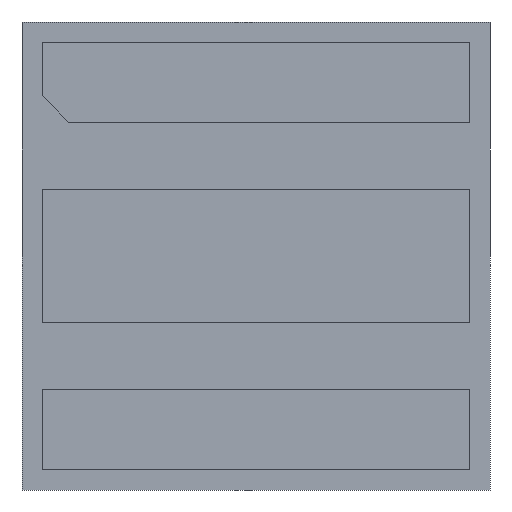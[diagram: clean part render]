
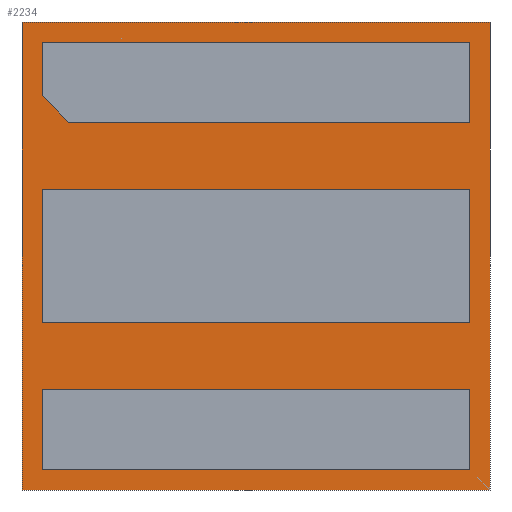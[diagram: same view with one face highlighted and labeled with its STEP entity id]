
A CAD part, front view. The second image highlights one B-rep face of the part: STEP entity #2234.
In plain terms, the highlighted planar face has unit normal (0, -1, 0).
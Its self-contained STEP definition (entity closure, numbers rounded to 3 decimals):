
#29 = DIRECTION ( 'NONE',  ( 0.707, 0., -0.707 ) ) ;
#83 = FACE_BOUND ( 'NONE', #1190, .T. ) ;
#111 = EDGE_CURVE ( 'NONE', #7075, #6415, #1693, .T. ) ;
#128 = VERTEX_POINT ( 'NONE', #864 ) ;
#141 = ORIENTED_EDGE ( 'NONE', *, *, #4128, .F. ) ;
#142 = ORIENTED_EDGE ( 'NONE', *, *, #437, .F. ) ;
#265 = VERTEX_POINT ( 'NONE', #7839 ) ;
#308 = VECTOR ( 'NONE', #29, 1000. ) ;
#404 = VERTEX_POINT ( 'NONE', #1127 ) ;
#437 = EDGE_CURVE ( 'NONE', #7266, #5903, #1377, .T. ) ;
#455 = LINE ( 'NONE', #4384, #3567 ) ;
#545 = CARTESIAN_POINT ( 'NONE',  ( -1.6, -0.19, 0. ) ) ;
#608 = EDGE_LOOP ( 'NONE', ( #4453, #759, #1782, #7963 ) ) ;
#691 = PLANE ( 'NONE',  #2813 ) ;
#759 = ORIENTED_EDGE ( 'NONE', *, *, #7159, .F. ) ;
#864 = CARTESIAN_POINT ( 'NONE',  ( 1.6, -0.19, -1. ) ) ;
#928 = LINE ( 'NONE', #6247, #7368 ) ;
#947 = ORIENTED_EDGE ( 'NONE', *, *, #4839, .F. ) ;
#949 = CARTESIAN_POINT ( 'NONE',  ( 1.6, -0.19, -1.6 ) ) ;
#976 = ORIENTED_EDGE ( 'NONE', *, *, #6726, .F. ) ;
#1008 = VECTOR ( 'NONE', #2486, 1000. ) ;
#1127 = CARTESIAN_POINT ( 'NONE',  ( 1.6, -0.19, -0.5 ) ) ;
#1190 = EDGE_LOOP ( 'NONE', ( #4430, #5006, #4321, #141, #5776 ) ) ;
#1198 = CARTESIAN_POINT ( 'NONE',  ( 0., -0.19, 1.6 ) ) ;
#1310 = VECTOR ( 'NONE', #4396, 1000. ) ;
#1377 = LINE ( 'NONE', #545, #1008 ) ;
#1394 = DIRECTION ( 'NONE',  ( 1., 0., 0. ) ) ;
#1518 = CARTESIAN_POINT ( 'NONE',  ( -1.6, -0.19, 0. ) ) ;
#1562 = CARTESIAN_POINT ( 'NONE',  ( 1.75, -0.19, -1.75 ) ) ;
#1606 = EDGE_CURVE ( 'NONE', #5681, #265, #6626, .T. ) ;
#1693 = LINE ( 'NONE', #3940, #2944 ) ;
#1746 = FACE_OUTER_BOUND ( 'NONE', #608, .T. ) ;
#1782 = ORIENTED_EDGE ( 'NONE', *, *, #6541, .F. ) ;
#1792 = LINE ( 'NONE', #1518, #6567 ) ;
#1867 = VECTOR ( 'NONE', #3600, 1000. ) ;
#2009 = DIRECTION ( 'NONE',  ( 0., 0., -1. ) ) ;
#2059 = LINE ( 'NONE', #3695, #1867 ) ;
#2093 = EDGE_CURVE ( 'NONE', #4736, #6469, #6217, .T. ) ;
#2139 = VECTOR ( 'NONE', #1394, 1000. ) ;
#2145 = LINE ( 'NONE', #1198, #6154 ) ;
#2234 = ADVANCED_FACE ( 'NONE', ( #1746, #4863, #83, #3976 ), #691, .T. ) ;
#2270 = VECTOR ( 'NONE', #6860, 1000. ) ;
#2308 = CARTESIAN_POINT ( 'NONE',  ( -1.6, -0.19, -1. ) ) ;
#2314 = VERTEX_POINT ( 'NONE', #3933 ) ;
#2486 = DIRECTION ( 'NONE',  ( 0., 0., -1. ) ) ;
#2487 = DIRECTION ( 'NONE',  ( -1., 0., 0. ) ) ;
#2630 = CARTESIAN_POINT ( 'NONE',  ( 0., -0.19, -0.5 ) ) ;
#2655 = DIRECTION ( 'NONE',  ( 0., 0., -1. ) ) ;
#2732 = EDGE_CURVE ( 'NONE', #6449, #128, #455, .T. ) ;
#2799 = ORIENTED_EDGE ( 'NONE', *, *, #3924, .F. ) ;
#2804 = DIRECTION ( 'NONE',  ( 1., 0., 0. ) ) ;
#2813 = AXIS2_PLACEMENT_3D ( 'NONE', #5725, #5044, #2009 ) ;
#2908 = LINE ( 'NONE', #7354, #8010 ) ;
#2939 = ORIENTED_EDGE ( 'NONE', *, *, #2732, .F. ) ;
#2944 = VECTOR ( 'NONE', #2804, 1000. ) ;
#3357 = CARTESIAN_POINT ( 'NONE',  ( -1.6, -0.19, 1.2 ) ) ;
#3438 = CARTESIAN_POINT ( 'NONE',  ( 1.6, -0.19, 1. ) ) ;
#3567 = VECTOR ( 'NONE', #5016, 1000. ) ;
#3600 = DIRECTION ( 'NONE',  ( -1., 0., 0. ) ) ;
#3632 = CARTESIAN_POINT ( 'NONE',  ( 1.6, -0.19, 0.5 ) ) ;
#3684 = CARTESIAN_POINT ( 'NONE',  ( 1.75, -0.19, 1.75 ) ) ;
#3695 = CARTESIAN_POINT ( 'NONE',  ( 0., -0.19, 0.5 ) ) ;
#3767 = VECTOR ( 'NONE', #6447, 1000. ) ;
#3821 = CARTESIAN_POINT ( 'NONE',  ( 1.6, -0.19, 0. ) ) ;
#3895 = EDGE_CURVE ( 'NONE', #6415, #7479, #7548, .T. ) ;
#3924 = EDGE_CURVE ( 'NONE', #128, #5681, #928, .T. ) ;
#3933 = CARTESIAN_POINT ( 'NONE',  ( -1.75, -0.19, -1.75 ) ) ;
#3940 = CARTESIAN_POINT ( 'NONE',  ( 0., -0.19, 1. ) ) ;
#3976 = FACE_BOUND ( 'NONE', #5435, .T. ) ;
#4092 = CARTESIAN_POINT ( 'NONE',  ( -1.6, -0.19, 1.6 ) ) ;
#4126 = CARTESIAN_POINT ( 'NONE',  ( -1.6, -0.19, 0.5 ) ) ;
#4128 = EDGE_CURVE ( 'NONE', #5938, #8068, #1792, .T. ) ;
#4129 = LINE ( 'NONE', #2630, #1310 ) ;
#4136 = CARTESIAN_POINT ( 'NONE',  ( -1.75, -0.19, 1.75 ) ) ;
#4266 = DIRECTION ( 'NONE',  ( -1., 0., 0. ) ) ;
#4268 = LINE ( 'NONE', #5813, #3767 ) ;
#4321 = ORIENTED_EDGE ( 'NONE', *, *, #4395, .F. ) ;
#4384 = CARTESIAN_POINT ( 'NONE',  ( 1.6, -0.19, 0. ) ) ;
#4395 = EDGE_CURVE ( 'NONE', #8068, #7075, #7050, .T. ) ;
#4396 = DIRECTION ( 'NONE',  ( 1., 0., 0. ) ) ;
#4430 = ORIENTED_EDGE ( 'NONE', *, *, #3895, .F. ) ;
#4434 = VERTEX_POINT ( 'NONE', #3632 ) ;
#4453 = ORIENTED_EDGE ( 'NONE', *, *, #2093, .F. ) ;
#4486 = CARTESIAN_POINT ( 'NONE',  ( 1.6, -0.19, 1.6 ) ) ;
#4664 = DIRECTION ( 'NONE',  ( 0., 0., -1. ) ) ;
#4705 = EDGE_CURVE ( 'NONE', #7479, #5938, #2145, .T. ) ;
#4736 = VERTEX_POINT ( 'NONE', #6166 ) ;
#4839 = EDGE_CURVE ( 'NONE', #265, #6449, #7225, .T. ) ;
#4863 = FACE_BOUND ( 'NONE', #5122, .T. ) ;
#4870 = LINE ( 'NONE', #4136, #5063 ) ;
#5006 = ORIENTED_EDGE ( 'NONE', *, *, #111, .F. ) ;
#5016 = DIRECTION ( 'NONE',  ( 0., 0., 1. ) ) ;
#5021 = EDGE_CURVE ( 'NONE', #6469, #2314, #2908, .T. ) ;
#5044 = DIRECTION ( 'NONE',  ( 0., -1., 0. ) ) ;
#5063 = VECTOR ( 'NONE', #6616, 1000. ) ;
#5122 = EDGE_LOOP ( 'NONE', ( #2939, #947, #7683, #2799 ) ) ;
#5130 = VECTOR ( 'NONE', #2655, 1000. ) ;
#5271 = CARTESIAN_POINT ( 'NONE',  ( -1.75, -0.19, 1.75 ) ) ;
#5340 = EDGE_CURVE ( 'NONE', #5903, #404, #4129, .T. ) ;
#5435 = EDGE_LOOP ( 'NONE', ( #7923, #7134, #142, #976 ) ) ;
#5573 = DIRECTION ( 'NONE',  ( 0., 0., -1. ) ) ;
#5681 = VERTEX_POINT ( 'NONE', #2308 ) ;
#5725 = CARTESIAN_POINT ( 'NONE',  ( 0., -0.19, 0. ) ) ;
#5776 = ORIENTED_EDGE ( 'NONE', *, *, #4705, .F. ) ;
#5813 = CARTESIAN_POINT ( 'NONE',  ( 1.6, -0.19, 0. ) ) ;
#5903 = VERTEX_POINT ( 'NONE', #7118 ) ;
#5938 = VERTEX_POINT ( 'NONE', #4092 ) ;
#5967 = CARTESIAN_POINT ( 'NONE',  ( -1.4, -0.19, 1. ) ) ;
#6154 = VECTOR ( 'NONE', #4266, 1000. ) ;
#6166 = CARTESIAN_POINT ( 'NONE',  ( 1.75, -0.19, 1.75 ) ) ;
#6217 = LINE ( 'NONE', #3684, #7991 ) ;
#6247 = CARTESIAN_POINT ( 'NONE',  ( 0., -0.19, -1. ) ) ;
#6415 = VERTEX_POINT ( 'NONE', #3438 ) ;
#6447 = DIRECTION ( 'NONE',  ( 0., 0., 1. ) ) ;
#6449 = VERTEX_POINT ( 'NONE', #949 ) ;
#6469 = VERTEX_POINT ( 'NONE', #1562 ) ;
#6541 = EDGE_CURVE ( 'NONE', #2314, #7541, #4870, .T. ) ;
#6567 = VECTOR ( 'NONE', #4664, 1000. ) ;
#6616 = DIRECTION ( 'NONE',  ( 0., 0., 1. ) ) ;
#6626 = LINE ( 'NONE', #7064, #5130 ) ;
#6726 = EDGE_CURVE ( 'NONE', #4434, #7266, #2059, .T. ) ;
#6860 = DIRECTION ( 'NONE',  ( 0., 0., 1. ) ) ;
#7050 = LINE ( 'NONE', #7474, #308 ) ;
#7064 = CARTESIAN_POINT ( 'NONE',  ( -1.6, -0.19, 0. ) ) ;
#7075 = VERTEX_POINT ( 'NONE', #5967 ) ;
#7118 = CARTESIAN_POINT ( 'NONE',  ( -1.6, -0.19, -0.5 ) ) ;
#7134 = ORIENTED_EDGE ( 'NONE', *, *, #5340, .F. ) ;
#7159 = EDGE_CURVE ( 'NONE', #7541, #4736, #7325, .T. ) ;
#7225 = LINE ( 'NONE', #7674, #2139 ) ;
#7266 = VERTEX_POINT ( 'NONE', #4126 ) ;
#7325 = LINE ( 'NONE', #5271, #7917 ) ;
#7354 = CARTESIAN_POINT ( 'NONE',  ( -1.75, -0.19, -1.75 ) ) ;
#7368 = VECTOR ( 'NONE', #2487, 1000. ) ;
#7453 = EDGE_CURVE ( 'NONE', #404, #4434, #4268, .T. ) ;
#7474 = CARTESIAN_POINT ( 'NONE',  ( -0.2, -0.19, -0.2 ) ) ;
#7479 = VERTEX_POINT ( 'NONE', #4486 ) ;
#7541 = VERTEX_POINT ( 'NONE', #7734 ) ;
#7548 = LINE ( 'NONE', #3821, #2270 ) ;
#7674 = CARTESIAN_POINT ( 'NONE',  ( 0., -0.19, -1.6 ) ) ;
#7683 = ORIENTED_EDGE ( 'NONE', *, *, #1606, .F. ) ;
#7734 = CARTESIAN_POINT ( 'NONE',  ( -1.75, -0.19, 1.75 ) ) ;
#7782 = DIRECTION ( 'NONE',  ( 1., 0., 0. ) ) ;
#7839 = CARTESIAN_POINT ( 'NONE',  ( -1.6, -0.19, -1.6 ) ) ;
#7917 = VECTOR ( 'NONE', #7782, 1000. ) ;
#7923 = ORIENTED_EDGE ( 'NONE', *, *, #7453, .F. ) ;
#7963 = ORIENTED_EDGE ( 'NONE', *, *, #5021, .F. ) ;
#7991 = VECTOR ( 'NONE', #5573, 1000. ) ;
#8008 = DIRECTION ( 'NONE',  ( -1., 0., 0. ) ) ;
#8010 = VECTOR ( 'NONE', #8008, 1000. ) ;
#8068 = VERTEX_POINT ( 'NONE', #3357 ) ;
